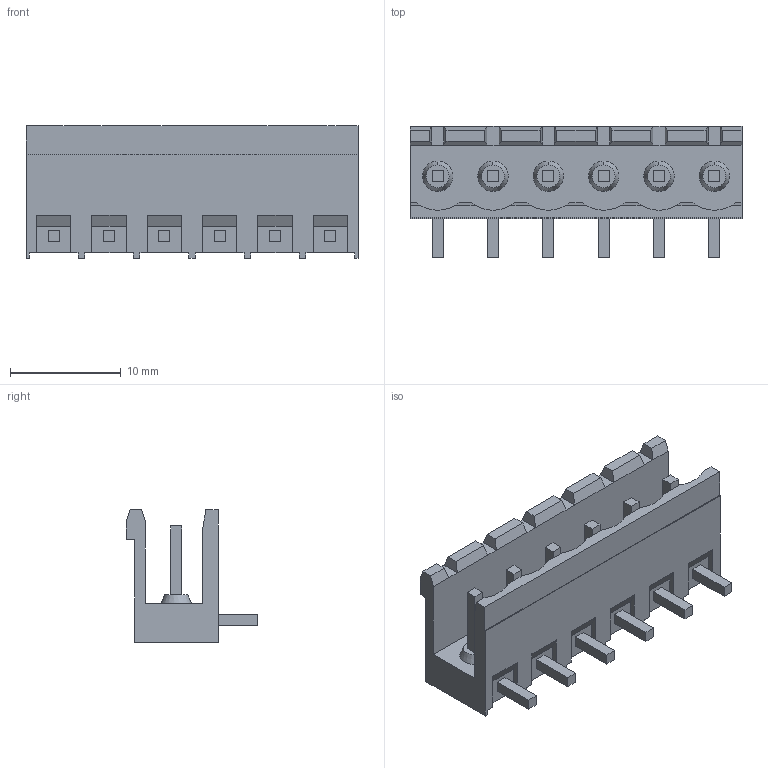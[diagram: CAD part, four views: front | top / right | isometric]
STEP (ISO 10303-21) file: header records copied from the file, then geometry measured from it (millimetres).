
FILE_DESCRIPTION((''),'2;1');
FILE_NAME('C-796698-6','2019-06-03T09:01:10',('workeradm'),('TE Connectivity Ltd.'),'CREO PARAMETRIC BY PTC INC, 2018190','CREO PARAMETRIC BY PTC INC, 2018190','');
FILE_SCHEMA(('AUTOMOTIVE_DESIGN { 1 0 10303 214 1 1 1 1 }'));
Length unit declared in the file: millimetre
Products named in the file (1): C-796698-6
Bounding box: 30 x 11.85 x 12 mm (x, y, z)
Volume: 1307.4 mm3; surface area: 2123.9 mm2
Topology: 1 solids, 1 shells, 197 faces, 507 edges, 330 vertices
Faces by surface type: plane 179, cone 12, cylinder 6
Entity records: 5897 total; most frequent: CARTESIAN_POINT 1048, ORIENTED_EDGE 1014, DIRECTION 925, EDGE_CURVE 507, VECTOR 459, LINE 459, VERTEX_POINT 330, AXIS2_PLACEMENT_3D 233
